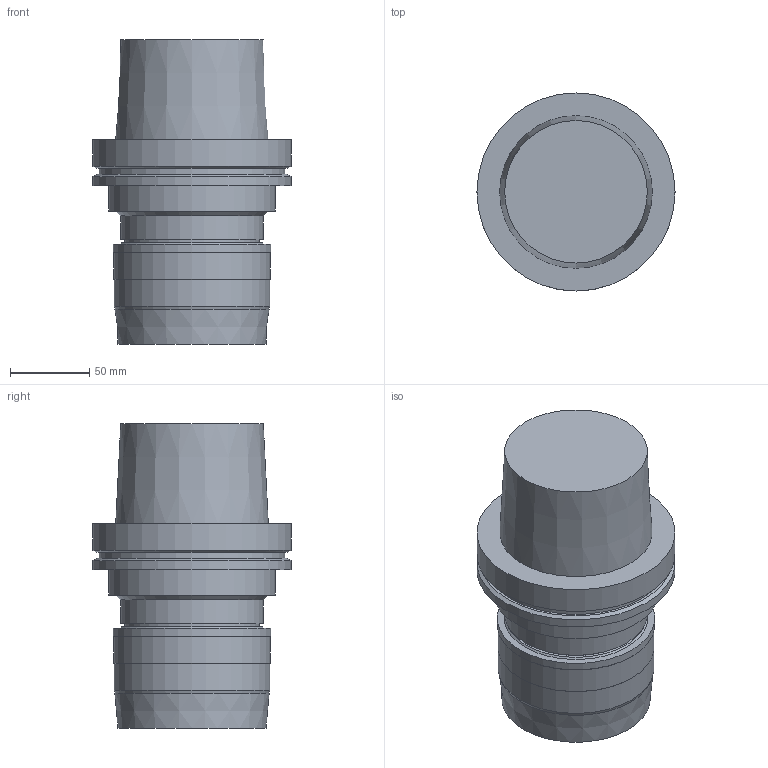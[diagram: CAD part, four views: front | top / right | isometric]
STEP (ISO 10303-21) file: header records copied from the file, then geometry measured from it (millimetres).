
FILE_DESCRIPTION((''),'1');
FILE_NAME('HSK-A125-HMC1.500J-5.stp','2017-07-11T01:54:27',(''),(''),'Spatial Interop R21 SP3','Kubotek KeyCreator 2011 V10.0.2 (22737)',' ');
FILE_SCHEMA(('automotive_design'));
Length unit declared in the file: millimetre
Products named in the file (1): Unnamed[1]
Bounding box: 125 x 125 x 192 mm (x, y, z)
Volume: 1520495.1 mm3; surface area: 88845.2 mm2
Topology: 1 solids, 1 shells, 28 faces, 45 edges, 27 vertices
Faces by surface type: plane 10, cone 9, cylinder 9
Full cylindrical faces by diameter (mm): 85 x1, 90 x1, 98.3 x1, 98.8 x1, 99.5 x1, 105 x1, 117 x1, 125 x2
Entity records: 1053 total; most frequent: DIRECTION 112, PRESENTATION_STYLE_ASSIGNMENT 85, COLOUR_RGB 85, CARTESIAN_POINT 83, STYLED_ITEM 56, AXIS2_PLACEMENT_3D 56, CURVE_STYLE 56, DRAUGHTING_PRE_DEFINED_CURVE_FONT 56
